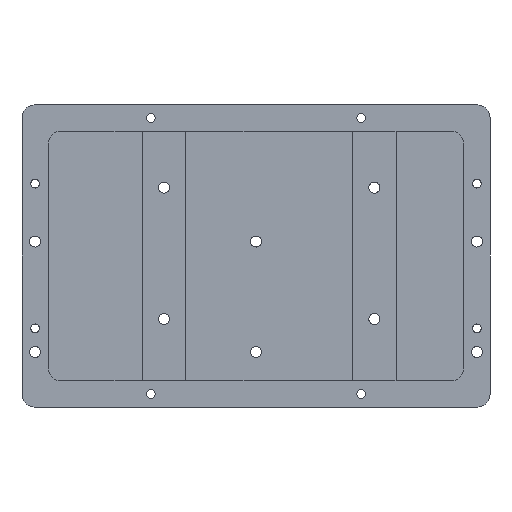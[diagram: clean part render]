
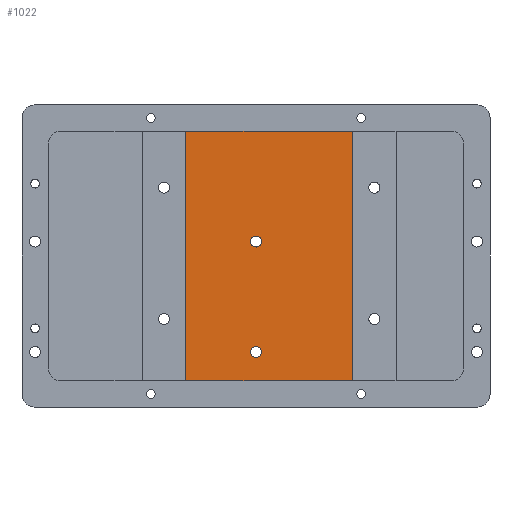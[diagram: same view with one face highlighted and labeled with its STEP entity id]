
A CAD part, front view. The second image highlights one B-rep face of the part: STEP entity #1022.
In plain terms, the highlighted planar face has unit normal (0, -1, 0).
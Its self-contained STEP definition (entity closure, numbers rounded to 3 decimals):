
#52=FACE_BOUND('',#214,.T.);
#53=FACE_BOUND('',#215,.T.);
#74=PLANE('',#1147);
#123=FACE_OUTER_BOUND('',#213,.T.);
#213=EDGE_LOOP('',(#900,#901,#902,#903));
#214=EDGE_LOOP('',(#904));
#215=EDGE_LOOP('',(#905));
#283=LINE('',#1698,#361);
#289=LINE('',#1711,#367);
#293=LINE('',#1723,#371);
#294=LINE('',#1724,#372);
#361=VECTOR('',#1409,10.);
#367=VECTOR('',#1421,10.);
#371=VECTOR('',#1433,10.);
#372=VECTOR('',#1434,10.);
#422=CIRCLE('',#1111,2.1);
#424=CIRCLE('',#1114,2.1);
#502=VERTEX_POINT('',#1631);
#504=VERTEX_POINT('',#1637);
#520=VERTEX_POINT('',#1695);
#521=VERTEX_POINT('',#1697);
#525=VERTEX_POINT('',#1710);
#529=VERTEX_POINT('',#1722);
#614=EDGE_CURVE('',#502,#502,#422,.T.);
#617=EDGE_CURVE('',#504,#504,#424,.T.);
#647=EDGE_CURVE('',#521,#520,#283,.T.);
#653=EDGE_CURVE('',#525,#521,#289,.T.);
#659=EDGE_CURVE('',#520,#529,#293,.T.);
#660=EDGE_CURVE('',#529,#525,#294,.T.);
#900=ORIENTED_EDGE('',*,*,#653,.T.);
#901=ORIENTED_EDGE('',*,*,#647,.T.);
#902=ORIENTED_EDGE('',*,*,#659,.T.);
#903=ORIENTED_EDGE('',*,*,#660,.T.);
#904=ORIENTED_EDGE('',*,*,#614,.T.);
#905=ORIENTED_EDGE('',*,*,#617,.T.);
#1022=ADVANCED_FACE('',(#123,#52,#53),#74,.F.);
#1111=AXIS2_PLACEMENT_3D('',#1632,#1332,#1333);
#1114=AXIS2_PLACEMENT_3D('',#1638,#1339,#1340);
#1147=AXIS2_PLACEMENT_3D('',#1721,#1431,#1432);
#1332=DIRECTION('center_axis',(0.,1.,0.));
#1333=DIRECTION('ref_axis',(1.,0.,0.));
#1339=DIRECTION('center_axis',(0.,1.,0.));
#1340=DIRECTION('ref_axis',(1.,0.,0.));
#1409=DIRECTION('',(-1.,0.,0.));
#1421=DIRECTION('',(0.,0.,1.));
#1431=DIRECTION('center_axis',(0.,1.,0.));
#1432=DIRECTION('ref_axis',(1.,0.,0.));
#1433=DIRECTION('',(0.,0.,-1.));
#1434=DIRECTION('',(1.,0.,0.));
#1631=CARTESIAN_POINT('',(-7.1,0.,-36.5));
#1632=CARTESIAN_POINT('Origin',(-5.,0.,-36.5));
#1637=CARTESIAN_POINT('',(-7.1,0.,5.5));
#1638=CARTESIAN_POINT('Origin',(-5.,0.,5.5));
#1695=CARTESIAN_POINT('',(-31.75,0.,47.5));
#1697=CARTESIAN_POINT('',(31.75,0.,47.5));
#1698=CARTESIAN_POINT('',(74.,0.,47.5));
#1710=CARTESIAN_POINT('',(31.75,0.,-47.5));
#1711=CARTESIAN_POINT('',(31.75,0.,23.75));
#1721=CARTESIAN_POINT('Origin',(-5.,0.,0.));
#1722=CARTESIAN_POINT('',(-31.75,0.,-47.5));
#1723=CARTESIAN_POINT('',(-31.75,0.,47.5));
#1724=CARTESIAN_POINT('',(-84.,0.,-47.5));
